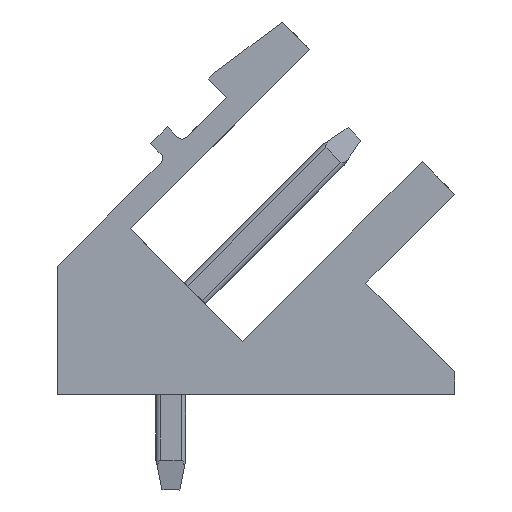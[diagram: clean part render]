
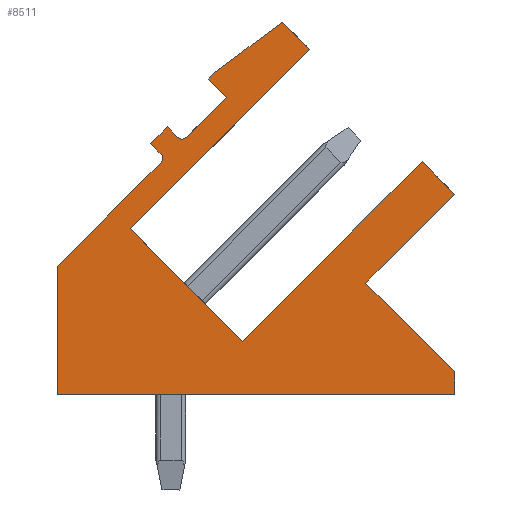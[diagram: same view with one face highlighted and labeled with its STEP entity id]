
A CAD part, left-side view. The second image highlights one B-rep face of the part: STEP entity #8511.
In plain terms, the highlighted planar face has unit normal (-1, 0, 0).
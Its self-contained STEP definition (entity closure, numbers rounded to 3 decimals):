
#7503=AXIS2_PLACEMENT_3D('Circle Axis2P3D',#7501,#7502,$) ;
#8482=AXIS2_PLACEMENT_3D('Plane Axis2P3D',#8479,#8480,#8481) ;
#8486=AXIS2_PLACEMENT_3D('Circle Axis2P3D',#8484,#8485,$) ;
#213=CARTESIAN_POINT('Vertex',(0.,8.98,11.809)) ;
#216=CARTESIAN_POINT('Line Origine',(0.,8.309,12.481)) ;
#220=CARTESIAN_POINT('Vertex',(0.,7.637,13.153)) ;
#1235=CARTESIAN_POINT('Vertex',(0.,4.851,14.751)) ;
#1238=CARTESIAN_POINT('Line Origine',(0.,7.856,11.746)) ;
#1242=CARTESIAN_POINT('Vertex',(0.,10.861,8.74)) ;
#1351=CARTESIAN_POINT('Vertex',(0.,5.77,15.67)) ;
#1354=CARTESIAN_POINT('Line Origine',(0.,5.31,15.21)) ;
#2296=CARTESIAN_POINT('Line Origine',(0.,7.941,13.457)) ;
#2300=CARTESIAN_POINT('Vertex',(0.,8.245,13.761)) ;
#3298=CARTESIAN_POINT('Line Origine',(0.,8.98,6.859)) ;
#3302=CARTESIAN_POINT('Vertex',(0.,7.099,4.979)) ;
#5354=CARTESIAN_POINT('Line Origine',(0.,8.139,13.867)) ;
#5358=CARTESIAN_POINT('Vertex',(0.,8.033,13.973)) ;
#5378=CARTESIAN_POINT('Line Origine',(0.,4.094,7.984)) ;
#5382=CARTESIAN_POINT('Vertex',(0.,1.089,10.989)) ;
#6250=CARTESIAN_POINT('Line Origine',(0.,0.544,10.444)) ;
#6254=CARTESIAN_POINT('Vertex',(0.,0.,9.9)) ;
#6306=CARTESIAN_POINT('Line Origine',(0.,1.485,8.415)) ;
#6310=CARTESIAN_POINT('Vertex',(0.,2.97,6.93)) ;
#6330=CARTESIAN_POINT('Line Origine',(0.,1.485,5.445)) ;
#6334=CARTESIAN_POINT('Vertex',(0.,0.,3.96)) ;
#6354=CARTESIAN_POINT('Line Origine',(0.,0.,3.58)) ;
#6358=CARTESIAN_POINT('Vertex',(0.,0.,3.2)) ;
#6378=CARTESIAN_POINT('Line Origine',(0.,6.65,3.2)) ;
#6382=CARTESIAN_POINT('Vertex',(0.,13.3,3.2)) ;
#7458=CARTESIAN_POINT('Line Origine',(0.,13.3,5.345)) ;
#7462=CARTESIAN_POINT('Vertex',(0.,13.3,7.489)) ;
#7477=CARTESIAN_POINT('Line Origine',(0.,11.564,9.225)) ;
#7481=CARTESIAN_POINT('Vertex',(0.,9.829,10.961)) ;
#7501=CARTESIAN_POINT('Axis2P3D Location',(0.,9.97,11.102)) ;
#7505=CARTESIAN_POINT('Vertex',(0.,9.829,11.244)) ;
#7525=CARTESIAN_POINT('Line Origine',(0.,10.006,11.42)) ;
#7529=CARTESIAN_POINT('Vertex',(0.,10.182,11.597)) ;
#7549=CARTESIAN_POINT('Line Origine',(0.,9.899,11.88)) ;
#7553=CARTESIAN_POINT('Vertex',(0.,9.617,12.163)) ;
#7573=CARTESIAN_POINT('Line Origine',(0.,9.44,11.986)) ;
#7577=CARTESIAN_POINT('Vertex',(0.,9.263,11.809)) ;
#7777=CARTESIAN_POINT('Line Origine',(0.,6.901,14.821)) ;
#8479=CARTESIAN_POINT('Axis2P3D Location',(0.,0.,0.)) ;
#8484=CARTESIAN_POINT('Axis2P3D Location',(0.,9.122,11.951)) ;
#217=DIRECTION('Vector Direction',(0.,-0.707,0.707)) ;
#1239=DIRECTION('Vector Direction',(0.,0.707,-0.707)) ;
#1355=DIRECTION('Vector Direction',(0.,-0.707,-0.707)) ;
#2297=DIRECTION('Vector Direction',(0.,0.707,0.707)) ;
#3299=DIRECTION('Vector Direction',(0.,-0.707,-0.707)) ;
#5355=DIRECTION('Vector Direction',(0.,-0.707,0.707)) ;
#5379=DIRECTION('Vector Direction',(0.,-0.707,0.707)) ;
#6251=DIRECTION('Vector Direction',(0.,-0.707,-0.707)) ;
#6307=DIRECTION('Vector Direction',(0.,0.707,-0.707)) ;
#6331=DIRECTION('Vector Direction',(0.,-0.707,-0.707)) ;
#6355=DIRECTION('Vector Direction',(0.,0.,-1.)) ;
#6379=DIRECTION('Vector Direction',(0.,1.,0.)) ;
#7459=DIRECTION('Vector Direction',(0.,0.,1.)) ;
#7478=DIRECTION('Vector Direction',(0.,-0.707,0.707)) ;
#7502=DIRECTION('Axis2P3D Direction',(-1.,0.,0.)) ;
#7526=DIRECTION('Vector Direction',(0.,0.707,0.707)) ;
#7550=DIRECTION('Vector Direction',(0.,-0.707,0.707)) ;
#7574=DIRECTION('Vector Direction',(0.,-0.707,-0.707)) ;
#7778=DIRECTION('Vector Direction',(0.,-0.8,0.6)) ;
#8480=DIRECTION('Axis2P3D Direction',(-1.,0.,0.)) ;
#8481=DIRECTION('Axis2P3D XDirection',(0.,0.,1.)) ;
#8485=DIRECTION('Axis2P3D Direction',(-1.,0.,0.)) ;
#218=VECTOR('Line Direction',#217,1.) ;
#1240=VECTOR('Line Direction',#1239,1.) ;
#1356=VECTOR('Line Direction',#1355,1.) ;
#2298=VECTOR('Line Direction',#2297,1.) ;
#3300=VECTOR('Line Direction',#3299,1.) ;
#5356=VECTOR('Line Direction',#5355,1.) ;
#5380=VECTOR('Line Direction',#5379,1.) ;
#6252=VECTOR('Line Direction',#6251,1.) ;
#6308=VECTOR('Line Direction',#6307,1.) ;
#6332=VECTOR('Line Direction',#6331,1.) ;
#6356=VECTOR('Line Direction',#6355,1.) ;
#6380=VECTOR('Line Direction',#6379,1.) ;
#7460=VECTOR('Line Direction',#7459,1.) ;
#7479=VECTOR('Line Direction',#7478,1.) ;
#7527=VECTOR('Line Direction',#7526,1.) ;
#7551=VECTOR('Line Direction',#7550,1.) ;
#7575=VECTOR('Line Direction',#7574,1.) ;
#7779=VECTOR('Line Direction',#7778,1.) ;
#8490=ORIENTED_EDGE('',*,*,#3304,.T.) ;
#8491=ORIENTED_EDGE('',*,*,#1244,.T.) ;
#8492=ORIENTED_EDGE('',*,*,#1358,.T.) ;
#8493=ORIENTED_EDGE('',*,*,#7781,.T.) ;
#8494=ORIENTED_EDGE('',*,*,#5360,.T.) ;
#8495=ORIENTED_EDGE('',*,*,#2302,.T.) ;
#8496=ORIENTED_EDGE('',*,*,#222,.T.) ;
#8497=ORIENTED_EDGE('',*,*,#8488,.T.) ;
#8498=ORIENTED_EDGE('',*,*,#7579,.T.) ;
#8499=ORIENTED_EDGE('',*,*,#7555,.T.) ;
#8500=ORIENTED_EDGE('',*,*,#7531,.T.) ;
#8501=ORIENTED_EDGE('',*,*,#7507,.T.) ;
#8502=ORIENTED_EDGE('',*,*,#7483,.T.) ;
#8503=ORIENTED_EDGE('',*,*,#7464,.T.) ;
#8504=ORIENTED_EDGE('',*,*,#6384,.T.) ;
#8505=ORIENTED_EDGE('',*,*,#6360,.T.) ;
#8506=ORIENTED_EDGE('',*,*,#6336,.T.) ;
#8507=ORIENTED_EDGE('',*,*,#6312,.T.) ;
#8508=ORIENTED_EDGE('',*,*,#6256,.T.) ;
#8509=ORIENTED_EDGE('',*,*,#5384,.T.) ;
#8511=ADVANCED_FACE('Housing',(#8510),#8483,.T.) ;
#7504=CIRCLE('generated circle',#7503,0.2) ;
#8487=CIRCLE('generated circle',#8486,0.2) ;
#222=EDGE_CURVE('',#221,#214,#219,.F.) ;
#1244=EDGE_CURVE('',#1243,#1236,#1241,.F.) ;
#1358=EDGE_CURVE('',#1236,#1352,#1357,.F.) ;
#2302=EDGE_CURVE('',#2301,#221,#2299,.F.) ;
#3304=EDGE_CURVE('',#3303,#1243,#3301,.F.) ;
#5360=EDGE_CURVE('',#5359,#2301,#5357,.F.) ;
#5384=EDGE_CURVE('',#5383,#3303,#5381,.F.) ;
#6256=EDGE_CURVE('',#6255,#5383,#6253,.F.) ;
#6312=EDGE_CURVE('',#6311,#6255,#6309,.F.) ;
#6336=EDGE_CURVE('',#6335,#6311,#6333,.F.) ;
#6360=EDGE_CURVE('',#6359,#6335,#6357,.F.) ;
#6384=EDGE_CURVE('',#6383,#6359,#6381,.F.) ;
#7464=EDGE_CURVE('',#7463,#6383,#7461,.F.) ;
#7483=EDGE_CURVE('',#7482,#7463,#7480,.F.) ;
#7507=EDGE_CURVE('',#7506,#7482,#7504,.F.) ;
#7531=EDGE_CURVE('',#7530,#7506,#7528,.F.) ;
#7555=EDGE_CURVE('',#7554,#7530,#7552,.F.) ;
#7579=EDGE_CURVE('',#7578,#7554,#7576,.F.) ;
#7781=EDGE_CURVE('',#1352,#5359,#7780,.F.) ;
#8488=EDGE_CURVE('',#214,#7578,#8487,.F.) ;
#8489=EDGE_LOOP('',(#8490,#8491,#8492,#8493,#8494,#8495,#8496,#8497,#8498,#8499,#8500,#8501,#8502,#8503,#8504,#8505,#8506,#8507,#8508,#8509)) ;
#8510=FACE_OUTER_BOUND('',#8489,.T.) ;
#219=LINE('Line',#216,#218) ;
#1241=LINE('Line',#1238,#1240) ;
#1357=LINE('Line',#1354,#1356) ;
#2299=LINE('Line',#2296,#2298) ;
#3301=LINE('Line',#3298,#3300) ;
#5357=LINE('Line',#5354,#5356) ;
#5381=LINE('Line',#5378,#5380) ;
#6253=LINE('Line',#6250,#6252) ;
#6309=LINE('Line',#6306,#6308) ;
#6333=LINE('Line',#6330,#6332) ;
#6357=LINE('Line',#6354,#6356) ;
#6381=LINE('Line',#6378,#6380) ;
#7461=LINE('Line',#7458,#7460) ;
#7480=LINE('Line',#7477,#7479) ;
#7528=LINE('Line',#7525,#7527) ;
#7552=LINE('Line',#7549,#7551) ;
#7576=LINE('Line',#7573,#7575) ;
#7780=LINE('Line',#7777,#7779) ;
#8483=PLANE('',#8482) ;
#214=VERTEX_POINT('',#213) ;
#221=VERTEX_POINT('',#220) ;
#1236=VERTEX_POINT('',#1235) ;
#1243=VERTEX_POINT('',#1242) ;
#1352=VERTEX_POINT('',#1351) ;
#2301=VERTEX_POINT('',#2300) ;
#3303=VERTEX_POINT('',#3302) ;
#5359=VERTEX_POINT('',#5358) ;
#5383=VERTEX_POINT('',#5382) ;
#6255=VERTEX_POINT('',#6254) ;
#6311=VERTEX_POINT('',#6310) ;
#6335=VERTEX_POINT('',#6334) ;
#6359=VERTEX_POINT('',#6358) ;
#6383=VERTEX_POINT('',#6382) ;
#7463=VERTEX_POINT('',#7462) ;
#7482=VERTEX_POINT('',#7481) ;
#7506=VERTEX_POINT('',#7505) ;
#7530=VERTEX_POINT('',#7529) ;
#7554=VERTEX_POINT('',#7553) ;
#7578=VERTEX_POINT('',#7577) ;
